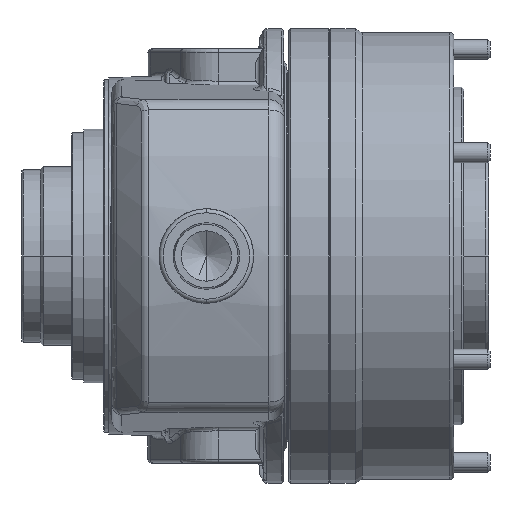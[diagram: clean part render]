
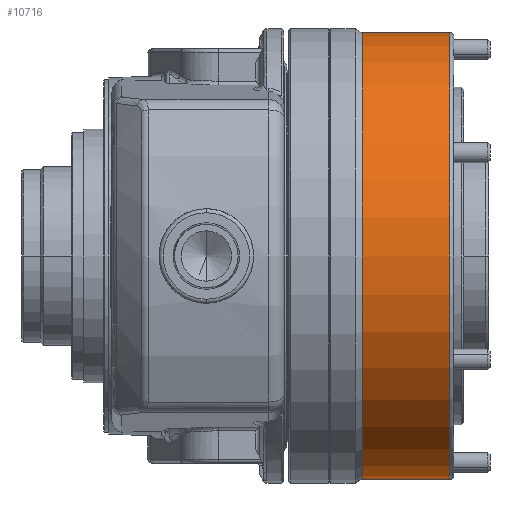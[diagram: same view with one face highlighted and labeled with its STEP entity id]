
A CAD part, front view. The second image highlights one B-rep face of the part: STEP entity #10716.
In plain terms, the highlighted cylindrical face has radius 111 mm (diameter 222 mm), a partial arc.
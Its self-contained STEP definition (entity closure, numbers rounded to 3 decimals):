
#419 = CYLINDRICAL_SURFACE ( 'NONE', #31774, 111. ) ;
#674 = DIRECTION ( 'NONE',  ( 1., 0., 0. ) ) ;
#1196 = DIRECTION ( 'NONE',  ( 1., 0., 0. ) ) ;
#3549 = CARTESIAN_POINT ( 'NONE',  ( 59.79, 0., -111. ) ) ;
#3624 = EDGE_LOOP ( 'NONE', ( #8945, #7838, #7529, #32311 ) ) ;
#3682 = CARTESIAN_POINT ( 'NONE',  ( 59.5, 0., 0. ) ) ;
#5369 = VERTEX_POINT ( 'NONE', #13753 ) ;
#5837 = LINE ( 'NONE', #3549, #33302 ) ;
#6421 = VECTOR ( 'NONE', #1196, 1000. ) ;
#6449 = DIRECTION ( 'NONE',  ( 0., 0., -1. ) ) ;
#7278 = LINE ( 'NONE', #23088, #6421 ) ;
#7529 = ORIENTED_EDGE ( 'NONE', *, *, #15089, .T. ) ;
#7838 = ORIENTED_EDGE ( 'NONE', *, *, #25851, .T. ) ;
#8945 = ORIENTED_EDGE ( 'NONE', *, *, #17051, .F. ) ;
#10716 = ADVANCED_FACE ( 'NONE', ( #28804 ), #419, .T. ) ;
#10961 = CIRCLE ( 'NONE', #18596, 111. ) ;
#13753 = CARTESIAN_POINT ( 'NONE',  ( 59.5, 0., -111. ) ) ;
#13987 = DIRECTION ( 'NONE',  ( 0., 0., -1. ) ) ;
#15089 = EDGE_CURVE ( 'NONE', #16522, #5369, #5837, .T. ) ;
#16522 = VERTEX_POINT ( 'NONE', #26340 ) ;
#16732 = DIRECTION ( 'NONE',  ( 1., 0., 0. ) ) ;
#17051 = EDGE_CURVE ( 'NONE', #22668, #22931, #7278, .T. ) ;
#17163 = CARTESIAN_POINT ( 'NONE',  ( 15.964, 0., 0. ) ) ;
#17518 = AXIS2_PLACEMENT_3D ( 'NONE', #3682, #22918, #6449 ) ;
#18596 = AXIS2_PLACEMENT_3D ( 'NONE', #17163, #674, #19918 ) ;
#19490 = CARTESIAN_POINT ( 'NONE',  ( 59.79, 0., 0. ) ) ;
#19918 = DIRECTION ( 'NONE',  ( 0., 0., -1. ) ) ;
#22338 = CIRCLE ( 'NONE', #17518, 111. ) ;
#22668 = VERTEX_POINT ( 'NONE', #30359 ) ;
#22918 = DIRECTION ( 'NONE',  ( -1., 0., 0. ) ) ;
#22931 = VERTEX_POINT ( 'NONE', #28647 ) ;
#23088 = CARTESIAN_POINT ( 'NONE',  ( 59.79, 0., 111. ) ) ;
#25851 = EDGE_CURVE ( 'NONE', #22668, #16522, #10961, .T. ) ;
#26340 = CARTESIAN_POINT ( 'NONE',  ( 15.964, 0., -111. ) ) ;
#28647 = CARTESIAN_POINT ( 'NONE',  ( 59.5, 0., 111. ) ) ;
#28804 = FACE_OUTER_BOUND ( 'NONE', #3624, .T. ) ;
#29648 = EDGE_CURVE ( 'NONE', #5369, #22931, #22338, .T. ) ;
#30359 = CARTESIAN_POINT ( 'NONE',  ( 15.964, 0., 111. ) ) ;
#31774 = AXIS2_PLACEMENT_3D ( 'NONE', #19490, #16732, #13987 ) ;
#32311 = ORIENTED_EDGE ( 'NONE', *, *, #29648, .T. ) ;
#33302 = VECTOR ( 'NONE', #33770, 1000. ) ;
#33770 = DIRECTION ( 'NONE',  ( 1., 0., 0. ) ) ;
